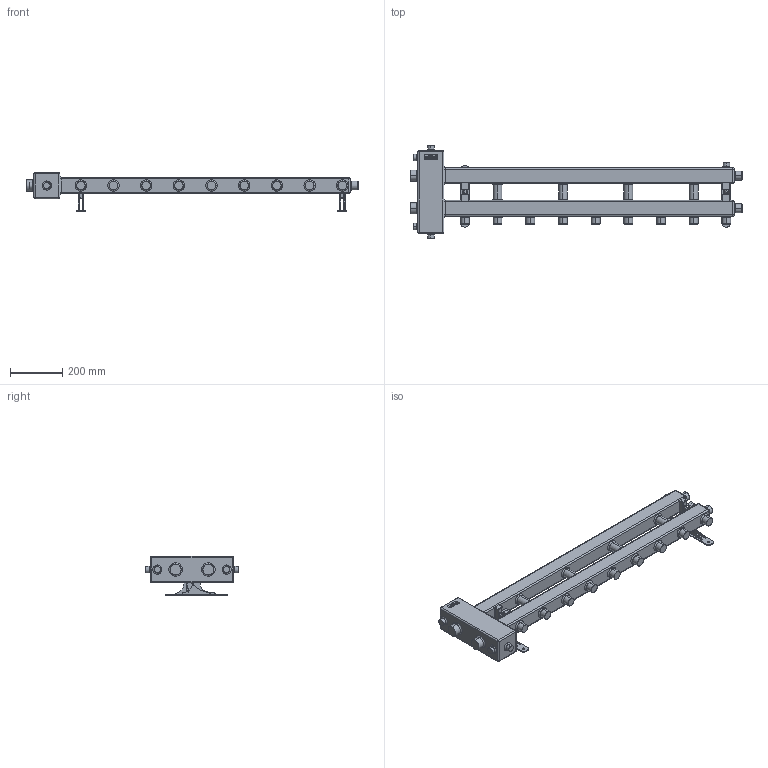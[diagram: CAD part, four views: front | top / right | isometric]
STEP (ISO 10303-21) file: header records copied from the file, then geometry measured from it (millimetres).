
FILE_DESCRIPTION (( 'STEP AP214' ), '1' );
FILE_NAME ('BM-100-5D.10+K.BM-100.STEP', '2017-01-28T16:06:18', ( '' ), ( '' ), 'SwSTEP 2.0', 'SolidWorks 2015', '' );
FILE_SCHEMA (( 'AUTOMOTIVE_DESIGN' ));
Length unit declared in the file: millimetre
Products named in the file (3): Êîïèÿ K.BM-100.01 3D-ìîäåëü äëÿ ñàéòà^BM-100.10+K.BM-100; Êîïèÿ BM-100-3D.10^BM-100.10+K.BM-100_BM-100-5D; BM-100-5D.10+K.BM-100
Assembly tree (3 placements, depth 2):
  BM-100-5D.10+K.BM-100
    Êîïèÿ BM-100-3D.10^BM-100.10+K.BM-100_BM-100-5D
    Êîïèÿ K.BM-100.01 3D-ìîäåëü äëÿ ñàéòà^BM-100.10+K.BM-100  x2
Bounding box: 1270 x 357 x 150.5 mm (x, y, z)
Volume: 11942331.6 mm3; surface area: 840176.7 mm2
Topology: 3 solids, 3 shells, 1218 faces, 3236 edges, 2062 vertices
Faces by surface type: bspline 440, plane 422, cylinder 208, cone 72, torus 60, sphere 16
Entity records: 33347 total; most frequent: CARTESIAN_POINT 10473, ORIENTED_EDGE 5198, DIRECTION 3460, EDGE_CURVE 2599, VERTEX_POINT 1666, VECTOR 1310, LINE 1310, AXIS2_PLACEMENT_3D 1075
